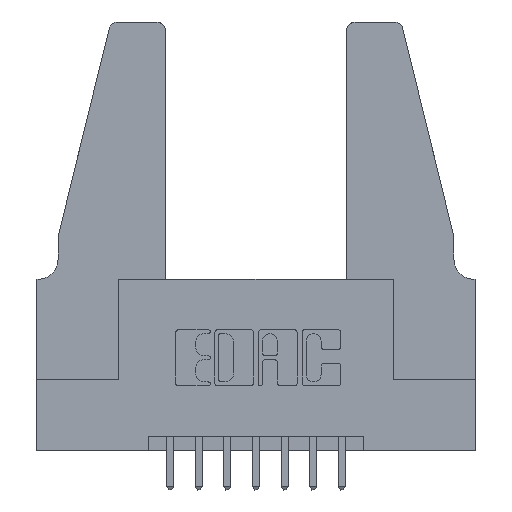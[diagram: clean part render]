
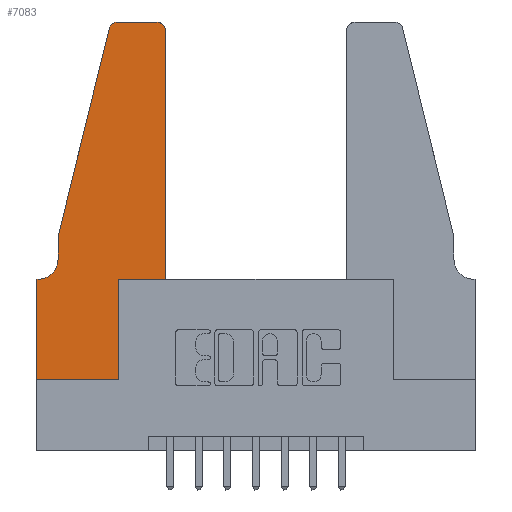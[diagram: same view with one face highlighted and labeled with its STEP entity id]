
A CAD part, top view. The second image highlights one B-rep face of the part: STEP entity #7083.
In plain terms, the highlighted planar face has unit normal (0, 0, 1).
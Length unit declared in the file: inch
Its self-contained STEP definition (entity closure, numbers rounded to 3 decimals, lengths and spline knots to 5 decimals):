
#212 = VECTOR ( 'NONE', #5496, 39.37008 ) ;
#388 = CARTESIAN_POINT ( 'NONE',  ( 0., 0.35, 0.37 ) ) ;
#471 = FACE_OUTER_BOUND ( 'NONE', #8587, .T. ) ;
#476 = DIRECTION ( 'NONE',  ( 0., 0., 1. ) ) ;
#503 = LINE ( 'NONE', #5858, #2719 ) ;
#608 = CIRCLE ( 'NONE', #6214, 0.03 ) ;
#651 = ORIENTED_EDGE ( 'NONE', *, *, #3795, .T. ) ;
#975 = VECTOR ( 'NONE', #9196, 39.37008 ) ;
#1003 = ORIENTED_EDGE ( 'NONE', *, *, #1005, .T. ) ;
#1005 = EDGE_CURVE ( 'NONE', #10329, #12336, #3842, .T. ) ;
#1194 = ORIENTED_EDGE ( 'NONE', *, *, #6680, .T. ) ;
#1215 = VECTOR ( 'NONE', #7685, 39.37008 ) ;
#1335 = DIRECTION ( 'NONE',  ( 1., 0., 0. ) ) ;
#1389 = DIRECTION ( 'NONE',  ( 0., 1., 0. ) ) ;
#1422 = CARTESIAN_POINT ( 'NONE',  ( 0.4505, 0.35, 0.37 ) ) ;
#1458 = VERTEX_POINT ( 'NONE', #5741 ) ;
#1494 = DIRECTION ( 'NONE',  ( 0., -1., 0. ) ) ;
#1776 = VECTOR ( 'NONE', #1494, 39.37008 ) ;
#2202 = EDGE_CURVE ( 'NONE', #4550, #6798, #503, .T. ) ;
#2310 = VERTEX_POINT ( 'NONE', #3013 ) ;
#2441 = ORIENTED_EDGE ( 'NONE', *, *, #11318, .T. ) ;
#2459 = CARTESIAN_POINT ( 'NONE',  ( 0.284, 1.22, 0.37 ) ) ;
#2719 = VECTOR ( 'NONE', #6836, 39.37008 ) ;
#2740 = CARTESIAN_POINT ( 'NONE',  ( 0., 0., 0.37 ) ) ;
#2752 = CARTESIAN_POINT ( 'NONE',  ( 0.0755, 0.35, 0.37 ) ) ;
#3013 = CARTESIAN_POINT ( 'NONE',  ( 0.4505, 1.22, 0.37 ) ) ;
#3096 = VERTEX_POINT ( 'NONE', #3343 ) ;
#3121 = VERTEX_POINT ( 'NONE', #6343 ) ;
#3343 = CARTESIAN_POINT ( 'NONE',  ( 0.25487, 1.22718, 0.37 ) ) ;
#3449 = DIRECTION ( 'NONE',  ( 1., 0., 0. ) ) ;
#3529 = VECTOR ( 'NONE', #8879, 39.37008 ) ;
#3754 = CARTESIAN_POINT ( 'NONE',  ( 0., 0., 0.37 ) ) ;
#3795 = EDGE_CURVE ( 'NONE', #3096, #6514, #11178, .T. ) ;
#3814 = LINE ( 'NONE', #2740, #8669 ) ;
#3842 = LINE ( 'NONE', #8304, #3529 ) ;
#4078 = LINE ( 'NONE', #8284, #1776 ) ;
#4213 = PLANE ( 'NONE',  #4414 ) ;
#4232 = VECTOR ( 'NONE', #8595, 39.37008 ) ;
#4414 = AXIS2_PLACEMENT_3D ( 'NONE', #388, #7155, #1335 ) ;
#4430 = CARTESIAN_POINT ( 'NONE',  ( 0.0055, 0.42, 0.37 ) ) ;
#4545 = VECTOR ( 'NONE', #1389, 39.37008 ) ;
#4550 = VERTEX_POINT ( 'NONE', #11160 ) ;
#4557 = CARTESIAN_POINT ( 'NONE',  ( 0.284, 1.25, 0.37 ) ) ;
#4559 = EDGE_CURVE ( 'NONE', #12336, #6629, #10436, .T. ) ;
#4709 = EDGE_CURVE ( 'NONE', #11600, #10329, #3814, .T. ) ;
#5236 = ORIENTED_EDGE ( 'NONE', *, *, #11115, .T. ) ;
#5409 = DIRECTION ( 'NONE',  ( -1., 0., 0. ) ) ;
#5496 = DIRECTION ( 'NONE',  ( 1., 0., 0. ) ) ;
#5741 = CARTESIAN_POINT ( 'NONE',  ( 0.0755, 0.42, 0.37 ) ) ;
#5760 = CARTESIAN_POINT ( 'NONE',  ( 0.0755, 0.5, 0.37 ) ) ;
#5858 = CARTESIAN_POINT ( 'NONE',  ( 0.2605, 1.25, 0.37 ) ) ;
#6214 = AXIS2_PLACEMENT_3D ( 'NONE', #6272, #476, #7249 ) ;
#6249 = EDGE_CURVE ( 'NONE', #7822, #3121, #6822, .T. ) ;
#6272 = CARTESIAN_POINT ( 'NONE',  ( 0.4205, 1.22, 0.37 ) ) ;
#6343 = CARTESIAN_POINT ( 'NONE',  ( 0., 0.35, 0.37 ) ) ;
#6381 = LINE ( 'NONE', #5760, #1215 ) ;
#6514 = VERTEX_POINT ( 'NONE', #11820 ) ;
#6601 = EDGE_CURVE ( 'NONE', #2310, #4550, #608, .T. ) ;
#6629 = VERTEX_POINT ( 'NONE', #1422 ) ;
#6636 = CARTESIAN_POINT ( 'NONE',  ( 0.2865, 0.35, 0.37 ) ) ;
#6640 = CIRCLE ( 'NONE', #11780, 0.03 ) ;
#6680 = EDGE_CURVE ( 'NONE', #1458, #7822, #9936, .T. ) ;
#6798 = VERTEX_POINT ( 'NONE', #4557 ) ;
#6822 = LINE ( 'NONE', #2752, #4232 ) ;
#6836 = DIRECTION ( 'NONE',  ( -1., 0., 0. ) ) ;
#7083 = ADVANCED_FACE ( 'NONE', ( #471 ), #4213, .T. ) ;
#7155 = DIRECTION ( 'NONE',  ( 0., 0., 1. ) ) ;
#7216 = EDGE_CURVE ( 'NONE', #3121, #11600, #4078, .T. ) ;
#7249 = DIRECTION ( 'NONE',  ( 1., 0., 0. ) ) ;
#7685 = DIRECTION ( 'NONE',  ( 0., -1., 0. ) ) ;
#7716 = ORIENTED_EDGE ( 'NONE', *, *, #4559, .T. ) ;
#7822 = VERTEX_POINT ( 'NONE', #10038 ) ;
#8171 = CARTESIAN_POINT ( 'NONE',  ( 0.4505, 0.35, 0.37 ) ) ;
#8202 = ORIENTED_EDGE ( 'NONE', *, *, #4709, .T. ) ;
#8248 = ORIENTED_EDGE ( 'NONE', *, *, #6249, .T. ) ;
#8284 = CARTESIAN_POINT ( 'NONE',  ( 0., 0., 0.37 ) ) ;
#8304 = CARTESIAN_POINT ( 'NONE',  ( 0.2865, 0.35, 0.37 ) ) ;
#8553 = EDGE_CURVE ( 'NONE', #6798, #3096, #6640, .T. ) ;
#8587 = EDGE_LOOP ( 'NONE', ( #10014, #10256, #651, #5236, #1194, #8248, #10045, #8202, #1003, #7716, #2441, #11397 ) ) ;
#8595 = DIRECTION ( 'NONE',  ( -1., 0., 0. ) ) ;
#8669 = VECTOR ( 'NONE', #9501, 39.37008 ) ;
#8879 = DIRECTION ( 'NONE',  ( 0., 1., 0. ) ) ;
#9196 = DIRECTION ( 'NONE',  ( -0.239, -0.971, 0. ) ) ;
#9223 = DIRECTION ( 'NONE',  ( 0., 0., 1. ) ) ;
#9414 = CARTESIAN_POINT ( 'NONE',  ( 0.2865, 0., 0.37 ) ) ;
#9501 = DIRECTION ( 'NONE',  ( 1., 0., 0. ) ) ;
#9936 = CIRCLE ( 'NONE', #10665, 0.07 ) ;
#10014 = ORIENTED_EDGE ( 'NONE', *, *, #2202, .T. ) ;
#10038 = CARTESIAN_POINT ( 'NONE',  ( 0.0055, 0.35, 0.37 ) ) ;
#10045 = ORIENTED_EDGE ( 'NONE', *, *, #7216, .T. ) ;
#10256 = ORIENTED_EDGE ( 'NONE', *, *, #8553, .T. ) ;
#10329 = VERTEX_POINT ( 'NONE', #9414 ) ;
#10436 = LINE ( 'NONE', #11203, #212 ) ;
#10665 = AXIS2_PLACEMENT_3D ( 'NONE', #4430, #11117, #5409 ) ;
#11115 = EDGE_CURVE ( 'NONE', #6514, #1458, #6381, .T. ) ;
#11117 = DIRECTION ( 'NONE',  ( 0., 0., -1. ) ) ;
#11160 = CARTESIAN_POINT ( 'NONE',  ( 0.4205, 1.25, 0.37 ) ) ;
#11178 = LINE ( 'NONE', #12002, #975 ) ;
#11203 = CARTESIAN_POINT ( 'NONE',  ( 0.4505, 0.35, 0.37 ) ) ;
#11318 = EDGE_CURVE ( 'NONE', #6629, #2310, #11855, .T. ) ;
#11397 = ORIENTED_EDGE ( 'NONE', *, *, #6601, .T. ) ;
#11600 = VERTEX_POINT ( 'NONE', #3754 ) ;
#11780 = AXIS2_PLACEMENT_3D ( 'NONE', #2459, #9223, #3449 ) ;
#11820 = CARTESIAN_POINT ( 'NONE',  ( 0.0755, 0.5, 0.37 ) ) ;
#11855 = LINE ( 'NONE', #8171, #4545 ) ;
#12002 = CARTESIAN_POINT ( 'NONE',  ( 0.0755, 0.5, 0.37 ) ) ;
#12336 = VERTEX_POINT ( 'NONE', #6636 ) ;
